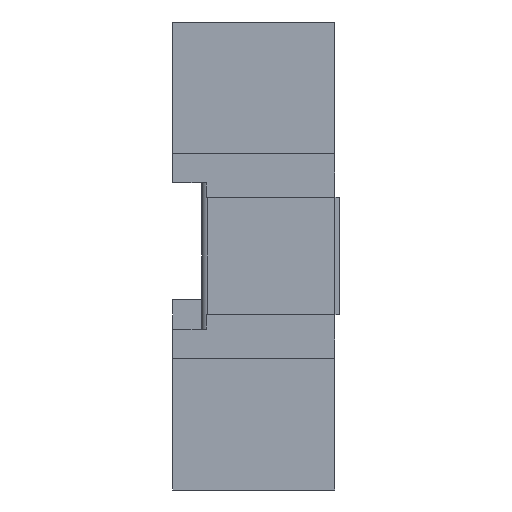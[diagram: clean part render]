
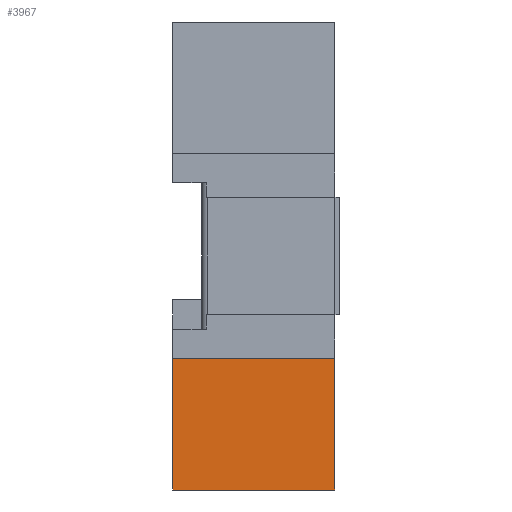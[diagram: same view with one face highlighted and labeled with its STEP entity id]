
A CAD part, left-side view. The second image highlights one B-rep face of the part: STEP entity #3967.
In plain terms, the highlighted planar face has unit normal (-1, 0, 0).
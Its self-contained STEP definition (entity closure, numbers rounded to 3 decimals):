
#21=DIRECTION('',(0.,0.,1.));
#22=VECTOR('',#21,4.5);
#23=CARTESIAN_POINT('',(-11.1,5.55,-8.));
#24=LINE('',#23,#22);
#696=DIRECTION('',(0.,0.,1.));
#697=VECTOR('',#696,4.5);
#698=CARTESIAN_POINT('',(-11.1,0.,-8.));
#699=LINE('',#698,#697);
#980=DIRECTION('',(0.,1.,0.));
#981=VECTOR('',#980,5.55);
#982=CARTESIAN_POINT('',(-11.1,0.,-8.));
#983=LINE('',#982,#981);
#984=DIRECTION('',(0.,1.,0.));
#985=VECTOR('',#984,5.55);
#986=CARTESIAN_POINT('',(-11.1,0.,-3.5));
#987=LINE('',#986,#985);
#2251=CARTESIAN_POINT('',(-11.1,0.,-8.));
#2252=CARTESIAN_POINT('',(-11.1,0.,-3.5));
#2253=VERTEX_POINT('',#2251);
#2254=VERTEX_POINT('',#2252);
#2275=CARTESIAN_POINT('',(-11.1,5.55,-8.));
#2276=CARTESIAN_POINT('',(-11.1,5.55,-3.5));
#2277=VERTEX_POINT('',#2275);
#2278=VERTEX_POINT('',#2276);
#3955=CARTESIAN_POINT('',(-11.1,0.,-8.));
#3956=DIRECTION('',(-1.,0.,0.));
#3957=DIRECTION('',(0.,0.,1.));
#3958=AXIS2_PLACEMENT_3D('',#3955,#3956,#3957);
#3959=PLANE('',#3958);
#3960=ORIENTED_EDGE('',*,*,#3561,.F.);
#3961=ORIENTED_EDGE('',*,*,#3945,.T.);
#3962=ORIENTED_EDGE('',*,*,#2941,.T.);
#3964=ORIENTED_EDGE('',*,*,#3963,.F.);
#3965=EDGE_LOOP('',(#3960,#3961,#3962,#3964));
#3966=FACE_OUTER_BOUND('',#3965,.F.);
#2941=EDGE_CURVE('',#2277,#2278,#24,.T.);
#3561=EDGE_CURVE('',#2253,#2254,#699,.T.);
#3945=EDGE_CURVE('',#2253,#2277,#983,.T.);
#3963=EDGE_CURVE('',#2254,#2278,#987,.T.);
#3967=ADVANCED_FACE('',(#3966),#3959,.T.);
